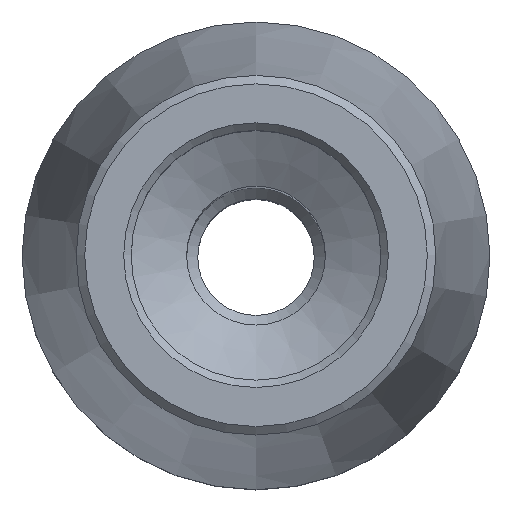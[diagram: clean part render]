
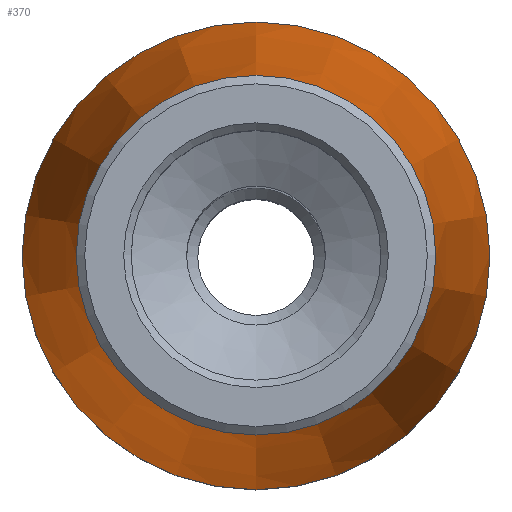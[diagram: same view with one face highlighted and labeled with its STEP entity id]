
A CAD part, top view. The second image highlights one B-rep face of the part: STEP entity #370.
In plain terms, the highlighted conical face has half-angle 8 degrees and reference radius 14.061 mm.
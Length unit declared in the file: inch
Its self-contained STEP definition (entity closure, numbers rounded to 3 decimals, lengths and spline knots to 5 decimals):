
#42=FACE_OUTER_BOUND('',#70,.T.);
#70=EDGE_LOOP('',(#284,#285,#286,#287,#288));
#94=LINE('',#647,#114);
#114=VECTOR('',#523,0.55358);
#142=CIRCLE('',#424,0.48243);
#143=CIRCLE('',#425,0.48243);
#144=CIRCLE('',#427,0.6275);
#174=VERTEX_POINT('',#639);
#175=VERTEX_POINT('',#640);
#176=VERTEX_POINT('',#645);
#212=EDGE_CURVE('',#174,#175,#142,.T.);
#213=EDGE_CURVE('',#175,#174,#143,.T.);
#215=EDGE_CURVE('',#176,#176,#144,.T.);
#216=EDGE_CURVE('',#176,#175,#94,.T.);
#284=ORIENTED_EDGE('',*,*,#215,.F.);
#285=ORIENTED_EDGE('',*,*,#216,.T.);
#286=ORIENTED_EDGE('',*,*,#212,.F.);
#287=ORIENTED_EDGE('',*,*,#213,.F.);
#288=ORIENTED_EDGE('',*,*,#216,.F.);
#352=CONICAL_SURFACE('',#426,0.55358,0.14);
#370=ADVANCED_FACE('',(#42),#352,.T.);
#424=AXIS2_PLACEMENT_3D('',#641,#514,#515);
#425=AXIS2_PLACEMENT_3D('',#642,#516,#517);
#426=AXIS2_PLACEMENT_3D('',#644,#519,#520);
#427=AXIS2_PLACEMENT_3D('',#646,#521,#522);
#514=DIRECTION('center_axis',(0.,0.,1.));
#515=DIRECTION('ref_axis',(0.,-1.,0.));
#516=DIRECTION('center_axis',(0.,0.,1.));
#517=DIRECTION('ref_axis',(0.,-1.,0.));
#519=DIRECTION('center_axis',(0.,0.,-1.));
#520=DIRECTION('ref_axis',(0.,1.,0.));
#521=DIRECTION('center_axis',(0.,0.,-1.));
#522=DIRECTION('ref_axis',(1.,0.,0.));
#523=DIRECTION('',(0.,0.139,0.99));
#639=CARTESIAN_POINT('',(0.,0.48243,-0.01981));
#640=CARTESIAN_POINT('',(0.,-0.48243,-0.01981));
#641=CARTESIAN_POINT('Origin',(0.,0.,-0.01981));
#642=CARTESIAN_POINT('Origin',(0.,0.,-0.01981));
#644=CARTESIAN_POINT('Origin',(0.,0.,-0.526));
#645=CARTESIAN_POINT('',(0.,-0.6275,-1.052));
#646=CARTESIAN_POINT('Origin',(0.,0.,-1.052));
#647=CARTESIAN_POINT('',(0.,-0.55358,-0.526));
